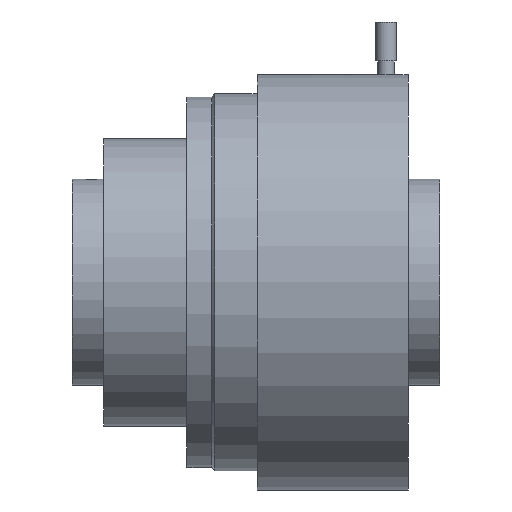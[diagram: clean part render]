
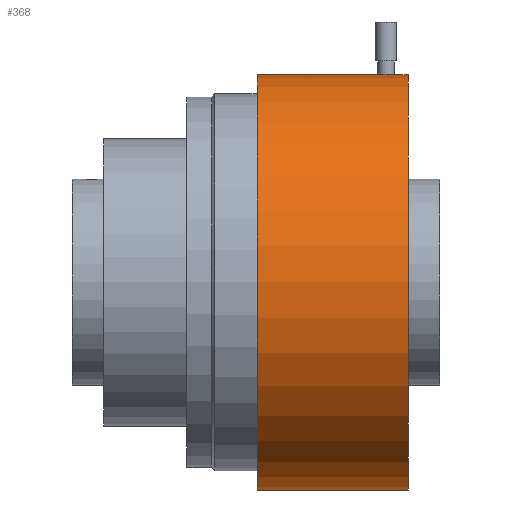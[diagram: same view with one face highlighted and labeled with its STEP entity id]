
A CAD part, front view. The second image highlights one B-rep face of the part: STEP entity #368.
In plain terms, the highlighted cylindrical face has radius 135.255 mm (diameter 270.51 mm), a partial arc.
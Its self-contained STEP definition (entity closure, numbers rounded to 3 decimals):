
#87=CARTESIAN_POINT('POINT7',(209.931,0.,
   135.255));
#88=VERTEX_POINT('VERTEX7',#87);
#96=CARTESIAN_POINT('POINT8',(199.009,0.,
   135.255));
#97=VERTEX_POINT('VERTEX8',#96);
#104=CARTESIAN_POINT('POINT9',(204.47,-5.461,
   135.145));
#105=VERTEX_POINT('VERTEX9',#104);
#106=B_SPLINE_CURVE_WITH_KNOTS('SPLINE_CRV1',3,(#107,#108,#109,#110,#111
   ,#112,#113,#114,#115,#116),.UNSPECIFIED.,.F.,.F.,(4,2,2,2,4),(
   0.,0.081,0.162,
   0.243,0.324),.UNSPECIFIED.);
#107=CARTESIAN_POINT('',(204.47,-5.461,135.145))
   ;
#108=CARTESIAN_POINT('',(203.784,-5.461,
   135.145));
#109=CARTESIAN_POINT('',(203.053,-5.324,
   135.15));
#110=CARTESIAN_POINT('',(201.707,-4.767,
   135.171));
#111=CARTESIAN_POINT('',(201.093,-4.346,
   135.186));
#112=CARTESIAN_POINT('',(200.124,-3.377,
   135.214));
#113=CARTESIAN_POINT('',(199.703,-2.763,
   135.228));
#114=CARTESIAN_POINT('',(199.146,-1.417,
   135.249));
#115=CARTESIAN_POINT('',(199.009,-0.686,
   135.255));
#116=CARTESIAN_POINT('',(199.009,0.,
   135.255));
#117=EDGE_CURVE('EDGE11',#105,#97,#106,.T.);
#119=B_SPLINE_CURVE_WITH_KNOTS('SPLINE_CRV2',3,(#120,#121,#122,#123,#124
   ,#125,#126,#127,#128,#129),.UNSPECIFIED.,.F.,.F.,(4,2,2,2,4),(
   0.972,1.053,1.134,
   1.215,1.296),.UNSPECIFIED.);
#120=CARTESIAN_POINT('',(209.931,0.,135.255
   ));
#121=CARTESIAN_POINT('',(209.931,-0.686,
   135.255));
#122=CARTESIAN_POINT('',(209.794,-1.417,
   135.249));
#123=CARTESIAN_POINT('',(209.237,-2.763,
   135.228));
#124=CARTESIAN_POINT('',(208.816,-3.377,
   135.214));
#125=CARTESIAN_POINT('',(207.847,-4.346,
   135.186));
#126=CARTESIAN_POINT('',(207.233,-4.767,
   135.171));
#127=CARTESIAN_POINT('',(205.887,-5.324,
   135.15));
#128=CARTESIAN_POINT('',(205.156,-5.461,
   135.145));
#129=CARTESIAN_POINT('',(204.47,-5.461,135.145))
   ;
#130=EDGE_CURVE('EDGE12',#88,#105,#119,.T.);
#182=CARTESIAN_POINT('POINT12',(120.421,0.,
   135.255));
#183=VERTEX_POINT('VERTEX12',#182);
#184=CARTESIAN_POINT('POINT13',(120.421,0.,
   -135.255));
#185=VERTEX_POINT('VERTEX13',#184);
#186=CARTESIAN_POINT('POS13',(120.421,0.,0.));
#187=DIRECTION('DIR21',(-1.,0.,0.));
#188=DIRECTION('DIR22',(0.,0.,1.));
#189=AXIS2_PLACEMENT_3D('AXIS9',#186,#187,#188);
#190=CIRCLE('ELLIPSE5',#189,135.255);
#193=EDGE_CURVE('EDGE17',#185,#183,#190,.T.);
#329=CARTESIAN_POINT('POINT26',(218.948,0.,
   135.255));
#330=VERTEX_POINT('VERTEX26',#329);
#331=CARTESIAN_POINT('POS27',(169.685,0.,
   135.255));
#332=DIRECTION('DIR49',(-1.,0.,0.));
#333=VECTOR('VEC5',#332,1.);
#334=LINE('STRAIGHT5',#331,#333);
#335=EDGE_CURVE('EDGE30',#330,#88,#334,.T.);
#336=ORIENTED_EDGE('COEDGE40',*,*,#335,.T.);
#337=ORIENTED_EDGE('COEDGE41',*,*,#130,.T.);
#338=ORIENTED_EDGE('COEDGE42',*,*,#117,.T.);
#339=CARTESIAN_POINT('POS28',(169.685,0.,
   135.255));
#340=DIRECTION('DIR50',(-1.,0.,0.));
#341=VECTOR('VEC6',#340,1.);
#342=LINE('STRAIGHT6',#339,#341);
#343=EDGE_CURVE('EDGE31',#97,#183,#342,.T.);
#344=ORIENTED_EDGE('COEDGE43',*,*,#343,.T.);
#345=ORIENTED_EDGE('COEDGE44',*,*,#193,.F.);
#346=CARTESIAN_POINT('POINT27',(218.948,0.,
   -135.255));
#347=VERTEX_POINT('VERTEX27',#346);
#348=CARTESIAN_POINT('POS29',(169.685,0.,
   -135.255));
#349=DIRECTION('DIR51',(1.,0.,0.));
#350=VECTOR('VEC7',#349,1.);
#351=LINE('STRAIGHT7',#348,#350);
#352=EDGE_CURVE('EDGE32',#185,#347,#351,.T.);
#353=ORIENTED_EDGE('COEDGE45',*,*,#352,.T.);
#354=CARTESIAN_POINT('POS30',(218.948,0.,0.));
#355=DIRECTION('DIR52',(-1.,0.,0.));
#356=DIRECTION('DIR53',(0.,0.,1.));
#357=AXIS2_PLACEMENT_3D('AXIS23',#354,#355,#356);
#358=CIRCLE('ELLIPSE12',#357,135.255);
#359=EDGE_CURVE('EDGE33',#347,#330,#358,.T.);
#360=ORIENTED_EDGE('COEDGE46',*,*,#359,.T.);
#361=EDGE_LOOP('NONE',(#336,#337,#338,#344,#345,#353,#360));
#362=FACE_BOUND('LOOP1',#361,.T.);
#363=CARTESIAN_POINT('POS31',(169.685,0.,0.));
#364=DIRECTION('DIR54',(-1.,0.,0.));
#365=DIRECTION('DIR55',(0.,0.,1.));
#366=AXIS2_PLACEMENT_3D('AXIS24',#363,#364,#365);
#367=CYLINDRICAL_SURFACE('CONE_SURF3',#366,135.255);
#368=ADVANCED_FACE('FACE14',(#362),#367,.T.);
